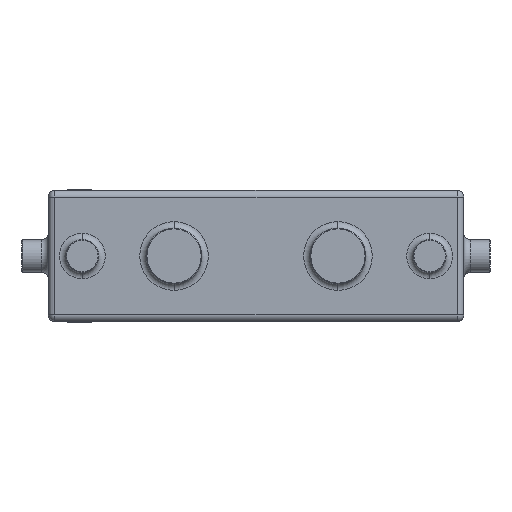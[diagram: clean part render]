
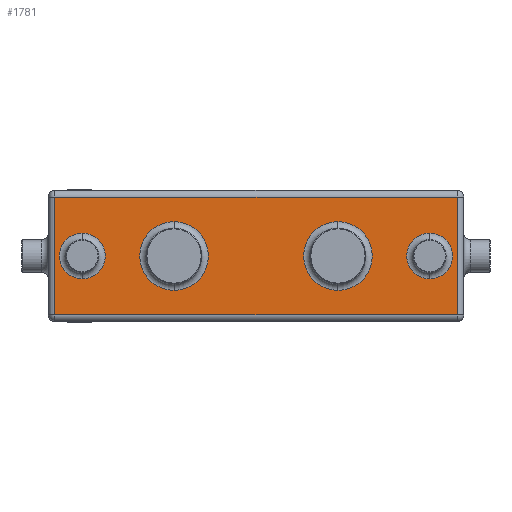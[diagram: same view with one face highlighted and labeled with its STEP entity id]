
A CAD part, left-side view. The second image highlights one B-rep face of the part: STEP entity #1781.
In plain terms, the highlighted planar face has unit normal (-1, 0, 0).
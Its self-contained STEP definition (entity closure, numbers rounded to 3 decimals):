
#16 = FACE_BOUND ( 'NONE', #9646, .T. ) ;
#93 = ORIENTED_EDGE ( 'NONE', *, *, #15483, .T. ) ;
#631 = CIRCLE ( 'NONE', #8146, 17.5 ) ;
#649 = EDGE_LOOP ( 'NONE', ( #12452, #20859 ) ) ;
#1156 = DIRECTION ( 'NONE',  ( 1., 0., 0. ) ) ;
#1286 = CARTESIAN_POINT ( 'NONE',  ( -50., 62.5, 0. ) ) ;
#1349 = CARTESIAN_POINT ( 'NONE',  ( -50., -158.5, -45. ) ) ;
#1575 = EDGE_CURVE ( 'NONE', #10666, #14771, #11688, .T. ) ;
#1714 = EDGE_CURVE ( 'NONE', #22460, #3485, #21796, .T. ) ;
#1781 = ADVANCED_FACE ( 'NONE', ( #2132, #19069, #3670, #21458, #16 ), #16998, .F. ) ;
#1783 = ORIENTED_EDGE ( 'NONE', *, *, #14275, .T. ) ;
#2044 = EDGE_LOOP ( 'NONE', ( #21040, #1783 ) ) ;
#2086 = AXIS2_PLACEMENT_3D ( 'NONE', #11267, #5249, #20698 ) ;
#2132 = FACE_OUTER_BOUND ( 'NONE', #9486, .T. ) ;
#2349 = DIRECTION ( 'NONE',  ( 1., 0., 0. ) ) ;
#2454 = DIRECTION ( 'NONE',  ( 1., 0., 0. ) ) ;
#2653 = DIRECTION ( 'NONE',  ( 0., 0., -1. ) ) ;
#2970 = VERTEX_POINT ( 'NONE', #4744 ) ;
#3236 = EDGE_CURVE ( 'NONE', #22592, #18163, #25003, .T. ) ;
#3398 = DIRECTION ( 'NONE',  ( 0., -1., 0. ) ) ;
#3466 = CARTESIAN_POINT ( 'NONE',  ( -50., -132.5, 17.5 ) ) ;
#3485 = VERTEX_POINT ( 'NONE', #15720 ) ;
#3670 = FACE_BOUND ( 'NONE', #649, .T. ) ;
#3695 = DIRECTION ( 'NONE',  ( 1., 0., 0. ) ) ;
#3777 = DIRECTION ( 'NONE',  ( 0., 0., -1. ) ) ;
#3888 = VERTEX_POINT ( 'NONE', #3466 ) ;
#3920 = LINE ( 'NONE', #1349, #14163 ) ;
#4211 = CIRCLE ( 'NONE', #6909, 17.5 ) ;
#4722 = ORIENTED_EDGE ( 'NONE', *, *, #23614, .T. ) ;
#4744 = CARTESIAN_POINT ( 'NONE',  ( -50., 153.5, 45. ) ) ;
#4926 = DIRECTION ( 'NONE',  ( 0., 1., 0. ) ) ;
#4983 = AXIS2_PLACEMENT_3D ( 'NONE', #18319, #1156, #14656 ) ;
#5249 = DIRECTION ( 'NONE',  ( 1., 0., 0. ) ) ;
#5295 = DIRECTION ( 'NONE',  ( 0., 0., -1. ) ) ;
#5451 = AXIS2_PLACEMENT_3D ( 'NONE', #17957, #14201, #2653 ) ;
#6320 = DIRECTION ( 'NONE',  ( 0., 0., -1. ) ) ;
#6358 = AXIS2_PLACEMENT_3D ( 'NONE', #14019, #2454, #21804 ) ;
#6909 = AXIS2_PLACEMENT_3D ( 'NONE', #16114, #8571, #18003 ) ;
#7518 = CARTESIAN_POINT ( 'NONE',  ( -50., -153.5, -45. ) ) ;
#8146 = AXIS2_PLACEMENT_3D ( 'NONE', #20906, #3695, #3777 ) ;
#8317 = VERTEX_POINT ( 'NONE', #24401 ) ;
#8545 = CARTESIAN_POINT ( 'NONE',  ( -50., -132.5, -17.5 ) ) ;
#8571 = DIRECTION ( 'NONE',  ( 1., 0., 0. ) ) ;
#8685 = CIRCLE ( 'NONE', #5451, 17.5 ) ;
#9152 = AXIS2_PLACEMENT_3D ( 'NONE', #22877, #11145, #5295 ) ;
#9486 = EDGE_LOOP ( 'NONE', ( #17917, #17415, #4722, #11575 ) ) ;
#9646 = EDGE_LOOP ( 'NONE', ( #11151, #24838 ) ) ;
#9995 = AXIS2_PLACEMENT_3D ( 'NONE', #17822, #2349, #6320 ) ;
#10666 = VERTEX_POINT ( 'NONE', #11765 ) ;
#11145 = DIRECTION ( 'NONE',  ( 1., 0., 0. ) ) ;
#11151 = ORIENTED_EDGE ( 'NONE', *, *, #20802, .T. ) ;
#11267 = CARTESIAN_POINT ( 'NONE',  ( -50., -158.5, 50. ) ) ;
#11289 = EDGE_CURVE ( 'NONE', #2970, #24300, #14327, .T. ) ;
#11575 = ORIENTED_EDGE ( 'NONE', *, *, #3236, .T. ) ;
#11584 = EDGE_CURVE ( 'NONE', #3888, #11672, #21308, .T. ) ;
#11672 = VERTEX_POINT ( 'NONE', #8545 ) ;
#11688 = CIRCLE ( 'NONE', #6358, 26.2 ) ;
#11765 = CARTESIAN_POINT ( 'NONE',  ( -50., -62.5, 26.2 ) ) ;
#11880 = CARTESIAN_POINT ( 'NONE',  ( -50., -62.5, -26.2 ) ) ;
#12452 = ORIENTED_EDGE ( 'NONE', *, *, #20367, .T. ) ;
#12606 = CARTESIAN_POINT ( 'NONE',  ( -50., -158.5, 45. ) ) ;
#13684 = DIRECTION ( 'NONE',  ( 0., 0., -1. ) ) ;
#14019 = CARTESIAN_POINT ( 'NONE',  ( -50., -62.5, 0. ) ) ;
#14057 = DIRECTION ( 'NONE',  ( 0., 0., 1. ) ) ;
#14163 = VECTOR ( 'NONE', #3398, 1000. ) ;
#14201 = DIRECTION ( 'NONE',  ( 1., 0., 0. ) ) ;
#14275 = EDGE_CURVE ( 'NONE', #8317, #18245, #631, .T. ) ;
#14327 = LINE ( 'NONE', #17743, #23983 ) ;
#14656 = DIRECTION ( 'NONE',  ( 0., 0., -1. ) ) ;
#14771 = VERTEX_POINT ( 'NONE', #11880 ) ;
#15113 = VECTOR ( 'NONE', #4926, 1000. ) ;
#15483 = EDGE_CURVE ( 'NONE', #3485, #22460, #21582, .T. ) ;
#15696 = DIRECTION ( 'NONE',  ( 1., 0., 0. ) ) ;
#15720 = CARTESIAN_POINT ( 'NONE',  ( -50., 62.5, 26.2 ) ) ;
#16023 = ORIENTED_EDGE ( 'NONE', *, *, #1714, .T. ) ;
#16114 = CARTESIAN_POINT ( 'NONE',  ( -50., 132.5, 0. ) ) ;
#16359 = CARTESIAN_POINT ( 'NONE',  ( -50., -153.5, 45. ) ) ;
#16998 = PLANE ( 'NONE',  #2086 ) ;
#17415 = ORIENTED_EDGE ( 'NONE', *, *, #11289, .T. ) ;
#17660 = EDGE_CURVE ( 'NONE', #18163, #2970, #21171, .T. ) ;
#17743 = CARTESIAN_POINT ( 'NONE',  ( -50., 153.5, 50. ) ) ;
#17822 = CARTESIAN_POINT ( 'NONE',  ( -50., -132.5, 0. ) ) ;
#17917 = ORIENTED_EDGE ( 'NONE', *, *, #17660, .T. ) ;
#17957 = CARTESIAN_POINT ( 'NONE',  ( -50., -132.5, 0. ) ) ;
#18003 = DIRECTION ( 'NONE',  ( 0., 0., -1. ) ) ;
#18017 = AXIS2_PLACEMENT_3D ( 'NONE', #1286, #15696, #13684 ) ;
#18163 = VERTEX_POINT ( 'NONE', #16359 ) ;
#18245 = VERTEX_POINT ( 'NONE', #18812 ) ;
#18319 = CARTESIAN_POINT ( 'NONE',  ( -50., -62.5, 0. ) ) ;
#18812 = CARTESIAN_POINT ( 'NONE',  ( -50., 132.5, -17.5 ) ) ;
#19069 = FACE_BOUND ( 'NONE', #23232, .T. ) ;
#19104 = EDGE_CURVE ( 'NONE', #18245, #8317, #4211, .T. ) ;
#19905 = VECTOR ( 'NONE', #14057, 1000. ) ;
#20367 = EDGE_CURVE ( 'NONE', #14771, #10666, #22898, .T. ) ;
#20592 = CARTESIAN_POINT ( 'NONE',  ( -50., 62.5, -26.2 ) ) ;
#20698 = DIRECTION ( 'NONE',  ( 0., 0., -1. ) ) ;
#20802 = EDGE_CURVE ( 'NONE', #11672, #3888, #8685, .T. ) ;
#20859 = ORIENTED_EDGE ( 'NONE', *, *, #1575, .T. ) ;
#20906 = CARTESIAN_POINT ( 'NONE',  ( -50., 132.5, 0. ) ) ;
#21040 = ORIENTED_EDGE ( 'NONE', *, *, #19104, .T. ) ;
#21171 = LINE ( 'NONE', #12606, #15113 ) ;
#21186 = CARTESIAN_POINT ( 'NONE',  ( -50., 153.5, -45. ) ) ;
#21308 = CIRCLE ( 'NONE', #9995, 17.5 ) ;
#21383 = DIRECTION ( 'NONE',  ( 0., 0., -1. ) ) ;
#21458 = FACE_BOUND ( 'NONE', #2044, .T. ) ;
#21582 = CIRCLE ( 'NONE', #9152, 26.2 ) ;
#21769 = CARTESIAN_POINT ( 'NONE',  ( -50., -153.5, 50. ) ) ;
#21796 = CIRCLE ( 'NONE', #18017, 26.2 ) ;
#21804 = DIRECTION ( 'NONE',  ( 0., 0., -1. ) ) ;
#22460 = VERTEX_POINT ( 'NONE', #20592 ) ;
#22592 = VERTEX_POINT ( 'NONE', #7518 ) ;
#22877 = CARTESIAN_POINT ( 'NONE',  ( -50., 62.5, 0. ) ) ;
#22898 = CIRCLE ( 'NONE', #4983, 26.2 ) ;
#23232 = EDGE_LOOP ( 'NONE', ( #16023, #93 ) ) ;
#23614 = EDGE_CURVE ( 'NONE', #24300, #22592, #3920, .T. ) ;
#23983 = VECTOR ( 'NONE', #21383, 1000. ) ;
#24300 = VERTEX_POINT ( 'NONE', #21186 ) ;
#24401 = CARTESIAN_POINT ( 'NONE',  ( -50., 132.5, 17.5 ) ) ;
#24838 = ORIENTED_EDGE ( 'NONE', *, *, #11584, .T. ) ;
#25003 = LINE ( 'NONE', #21769, #19905 ) ;
